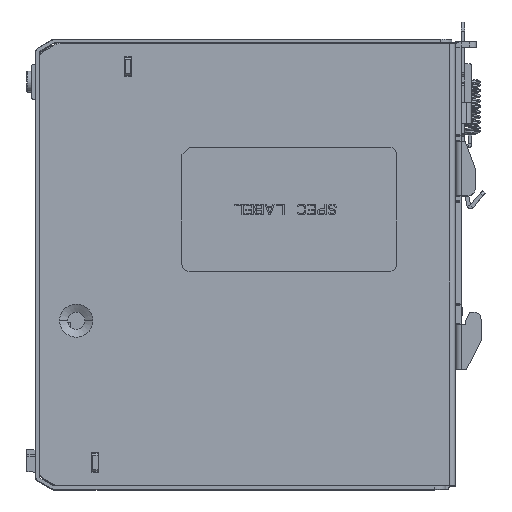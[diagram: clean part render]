
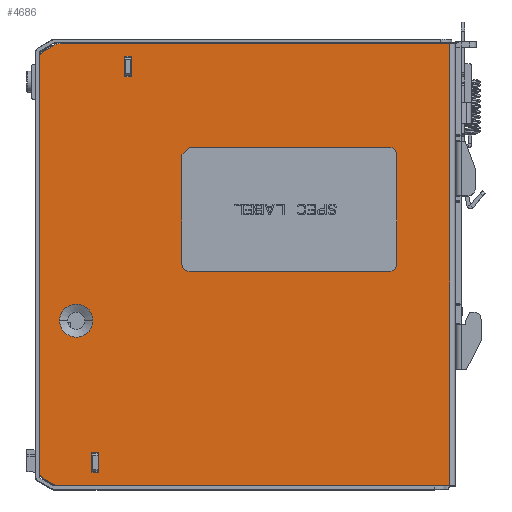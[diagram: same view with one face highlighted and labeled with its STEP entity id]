
A CAD part, top view. The second image highlights one B-rep face of the part: STEP entity #4686.
In plain terms, the highlighted planar face has unit normal (0, 0, 1).
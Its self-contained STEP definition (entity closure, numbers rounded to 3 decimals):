
#631=DIRECTION('',(0.,1.,0.));
#632=VECTOR('',#631,121.2);
#633=CARTESIAN_POINT('',(55.6,-60.6,60.));
#634=LINE('',#633,#632);
#766=CARTESIAN_POINT('',(-56.9,-57.4,60.));
#777=DIRECTION('',(0.,-1.,0.));
#778=VECTOR('',#777,114.294);
#779=CARTESIAN_POINT('',(-56.9,56.894,60.));
#780=LINE('',#779,#778);
#1646=DIRECTION('',(-1.,0.,0.));
#1647=VECTOR('',#1646,106.919);
#1648=CARTESIAN_POINT('',(55.6,60.6,60.));
#1649=LINE('',#1648,#1647);
#1665=CARTESIAN_POINT('',(-54.1,-56.323,60.));
#1666=DIRECTION('',(0.,0.,-1.));
#1667=DIRECTION('',(-0.508,-0.862,0.));
#1668=AXIS2_PLACEMENT_3D('',#1665,#1666,#1667);
#1670=CARTESIAN_POINT('',(-55.1,56.894,60.));
#1671=DIRECTION('',(0.,0.,-1.));
#1672=DIRECTION('',(-1.,0.,0.));
#1673=AXIS2_PLACEMENT_3D('',#1670,#1671,#1672);
#1675=DIRECTION('',(0.862,0.508,0.));
#1676=VECTOR('',#1675,3.21);
#1677=CARTESIAN_POINT('',(-56.014,58.445,60.));
#1678=LINE('',#1677,#1676);
#1679=CARTESIAN_POINT('',(-51.319,56.8,60.));
#1680=DIRECTION('',(0.,0.,-1.));
#1681=DIRECTION('',(-0.508,0.862,0.));
#1682=AXIS2_PLACEMENT_3D('',#1679,#1680,#1681);
#1684=CARTESIAN_POINT('',(-51.592,-57.8,60.));
#1685=DIRECTION('',(0.,0.,-1.));
#1686=DIRECTION('',(-0.359,-0.933,0.));
#1687=AXIS2_PLACEMENT_3D('',#1684,#1685,#1686);
#1689=DIRECTION('',(-0.862,0.508,0.));
#1690=VECTOR('',#1689,2.911);
#1691=CARTESIAN_POINT('',(-53.115,-60.385,60.));
#1692=LINE('',#1691,#1690);
#1693=CARTESIAN_POINT('',(-46.9,-15.4,60.));
#1694=DIRECTION('',(0.,0.,1.));
#1695=DIRECTION('',(-1.,0.,0.));
#1696=AXIS2_PLACEMENT_3D('',#1693,#1694,#1695);
#1698=CARTESIAN_POINT('',(-46.9,-15.4,60.));
#1699=DIRECTION('',(0.,0.,1.));
#1700=DIRECTION('',(0.,-1.,0.));
#1701=AXIS2_PLACEMENT_3D('',#1698,#1699,#1700);
#1703=CARTESIAN_POINT('',(-46.9,-15.4,60.));
#1704=DIRECTION('',(0.,0.,1.));
#1705=DIRECTION('',(1.,0.,0.));
#1706=AXIS2_PLACEMENT_3D('',#1703,#1704,#1705);
#1708=CARTESIAN_POINT('',(-46.9,-15.4,60.));
#1709=DIRECTION('',(0.,0.,1.));
#1710=DIRECTION('',(0.,1.,0.));
#1711=AXIS2_PLACEMENT_3D('',#1708,#1709,#1710);
#1739=DIRECTION('',(1.,0.,0.));
#1740=VECTOR('',#1739,108.269);
#1741=CARTESIAN_POINT('',(-52.669,-60.6,60.));
#1742=LINE('',#1741,#1740);
#1747=DIRECTION('',(0.,-1.,0.));
#1748=VECTOR('',#1747,5.6);
#1749=CARTESIAN_POINT('',(-31.8,57.1,60.));
#1750=LINE('',#1749,#1748);
#1755=DIRECTION('',(-1.,0.,0.));
#1756=VECTOR('',#1755,1.8);
#1757=CARTESIAN_POINT('',(-31.8,51.5,60.));
#1758=LINE('',#1757,#1756);
#1763=DIRECTION('',(0.,1.,0.));
#1764=VECTOR('',#1763,5.6);
#1765=CARTESIAN_POINT('',(-33.6,51.5,60.));
#1766=LINE('',#1765,#1764);
#1771=DIRECTION('',(1.,0.,0.));
#1772=VECTOR('',#1771,1.8);
#1773=CARTESIAN_POINT('',(-33.6,57.1,60.));
#1774=LINE('',#1773,#1772);
#1779=DIRECTION('',(0.,-1.,0.));
#1780=VECTOR('',#1779,5.6);
#1781=CARTESIAN_POINT('',(-40.8,-51.5,60.));
#1782=LINE('',#1781,#1780);
#1787=DIRECTION('',(-1.,0.,0.));
#1788=VECTOR('',#1787,1.8);
#1789=CARTESIAN_POINT('',(-40.8,-57.1,60.));
#1790=LINE('',#1789,#1788);
#1795=DIRECTION('',(0.,1.,0.));
#1796=VECTOR('',#1795,5.6);
#1797=CARTESIAN_POINT('',(-42.6,-57.1,60.));
#1798=LINE('',#1797,#1796);
#1803=DIRECTION('',(1.,0.,0.));
#1804=VECTOR('',#1803,1.8);
#1805=CARTESIAN_POINT('',(-42.6,-51.5,60.));
#1806=LINE('',#1805,#1804);
#2245=CARTESIAN_POINT('',(55.6,60.6,60.));
#2246=VERTEX_POINT('',#2245);
#2249=CARTESIAN_POINT('',(55.6,-60.6,60.));
#2250=VERTEX_POINT('',#2249);
#2263=CARTESIAN_POINT('',(-53.115,-60.385,60.));
#2264=VERTEX_POINT('',#2263);
#2265=CARTESIAN_POINT('',(-52.669,-60.6,60.));
#2266=VERTEX_POINT('',#2265);
#2301=VERTEX_POINT('',#766);
#2303=CARTESIAN_POINT('',(-55.623,-58.908,60.));
#2304=VERTEX_POINT('',#2303);
#2307=CARTESIAN_POINT('',(-56.9,56.894,60.));
#2308=VERTEX_POINT('',#2307);
#2487=CARTESIAN_POINT('',(-51.319,60.6,60.));
#2488=VERTEX_POINT('',#2487);
#2489=CARTESIAN_POINT('',(-53.248,60.074,60.));
#2490=VERTEX_POINT('',#2489);
#2491=CARTESIAN_POINT('',(-56.014,58.445,60.));
#2492=VERTEX_POINT('',#2491);
#2493=CARTESIAN_POINT('',(-31.8,57.1,60.));
#2494=CARTESIAN_POINT('',(-31.8,51.5,60.));
#2495=VERTEX_POINT('',#2493);
#2496=VERTEX_POINT('',#2494);
#2497=CARTESIAN_POINT('',(-33.6,57.1,60.));
#2498=VERTEX_POINT('',#2497);
#2499=CARTESIAN_POINT('',(-33.6,51.5,60.));
#2500=VERTEX_POINT('',#2499);
#2501=CARTESIAN_POINT('',(-40.8,-51.5,60.));
#2502=CARTESIAN_POINT('',(-40.8,-57.1,60.));
#2503=VERTEX_POINT('',#2501);
#2504=VERTEX_POINT('',#2502);
#2505=CARTESIAN_POINT('',(-42.6,-51.5,60.));
#2506=VERTEX_POINT('',#2505);
#2507=CARTESIAN_POINT('',(-42.6,-57.1,60.));
#2508=VERTEX_POINT('',#2507);
#2509=CARTESIAN_POINT('',(-51.45,-15.4,60.));
#2510=CARTESIAN_POINT('',(-46.9,-19.95,60.));
#2511=VERTEX_POINT('',#2509);
#2512=VERTEX_POINT('',#2510);
#2513=CARTESIAN_POINT('',(-42.35,-15.4,60.));
#2514=VERTEX_POINT('',#2513);
#2515=CARTESIAN_POINT('',(-46.9,-10.85,60.));
#2516=VERTEX_POINT('',#2515);
#4635=CARTESIAN_POINT('',(0.,0.,60.));
#4636=DIRECTION('',(0.,0.,1.));
#4637=DIRECTION('',(1.,0.,0.));
#4638=AXIS2_PLACEMENT_3D('',#4635,#4636,#4637);
#4639=PLANE('',#4638);
#4640=ORIENTED_EDGE('',*,*,#3374,.T.);
#4641=ORIENTED_EDGE('',*,*,#3394,.F.);
#4643=ORIENTED_EDGE('',*,*,#4642,.T.);
#4645=ORIENTED_EDGE('',*,*,#4644,.T.);
#4646=ORIENTED_EDGE('',*,*,#4627,.T.);
#4647=ORIENTED_EDGE('',*,*,#4616,.F.);
#4648=ORIENTED_EDGE('',*,*,#3243,.F.);
#4650=ORIENTED_EDGE('',*,*,#4649,.F.);
#4651=ORIENTED_EDGE('',*,*,#3307,.T.);
#4653=ORIENTED_EDGE('',*,*,#4652,.T.);
#4654=EDGE_LOOP('',(#4640,#4641,#4643,#4645,#4646,#4647,#4648,#4650,#4651,
#4653));
#4655=FACE_OUTER_BOUND('',#4654,.F.);
#4657=ORIENTED_EDGE('',*,*,#4656,.F.);
#4659=ORIENTED_EDGE('',*,*,#4658,.F.);
#4661=ORIENTED_EDGE('',*,*,#4660,.F.);
#4663=ORIENTED_EDGE('',*,*,#4662,.F.);
#4664=EDGE_LOOP('',(#4657,#4659,#4661,#4663));
#4665=FACE_BOUND('',#4664,.F.);
#4667=ORIENTED_EDGE('',*,*,#4666,.F.);
#4669=ORIENTED_EDGE('',*,*,#4668,.F.);
#4671=ORIENTED_EDGE('',*,*,#4670,.F.);
#4673=ORIENTED_EDGE('',*,*,#4672,.F.);
#4674=EDGE_LOOP('',(#4667,#4669,#4671,#4673));
#4675=FACE_BOUND('',#4674,.F.);
#4677=ORIENTED_EDGE('',*,*,#4676,.T.);
#4679=ORIENTED_EDGE('',*,*,#4678,.T.);
#4681=ORIENTED_EDGE('',*,*,#4680,.T.);
#4683=ORIENTED_EDGE('',*,*,#4682,.T.);
#4684=EDGE_LOOP('',(#4677,#4679,#4681,#4683));
#4685=FACE_BOUND('',#4684,.F.);
#1669=CIRCLE('',#1668,3.);
#1674=CIRCLE('',#1673,1.8);
#1683=CIRCLE('',#1682,3.8);
#1688=CIRCLE('',#1687,3.);
#1697=CIRCLE('',#1696,4.55);
#1702=CIRCLE('',#1701,4.55);
#1707=CIRCLE('',#1706,4.55);
#1712=CIRCLE('',#1711,4.55);
#3243=EDGE_CURVE('',#2250,#2246,#634,.T.);
#3307=EDGE_CURVE('',#2266,#2264,#1688,.T.);
#3374=EDGE_CURVE('',#2304,#2301,#1669,.T.);
#3394=EDGE_CURVE('',#2308,#2301,#780,.T.);
#4616=EDGE_CURVE('',#2246,#2488,#1649,.T.);
#4627=EDGE_CURVE('',#2490,#2488,#1683,.T.);
#4642=EDGE_CURVE('',#2308,#2492,#1674,.T.);
#4644=EDGE_CURVE('',#2492,#2490,#1678,.T.);
#4649=EDGE_CURVE('',#2266,#2250,#1742,.T.);
#4652=EDGE_CURVE('',#2264,#2304,#1692,.T.);
#4656=EDGE_CURVE('',#2495,#2496,#1750,.T.);
#4658=EDGE_CURVE('',#2498,#2495,#1774,.T.);
#4660=EDGE_CURVE('',#2500,#2498,#1766,.T.);
#4662=EDGE_CURVE('',#2496,#2500,#1758,.T.);
#4666=EDGE_CURVE('',#2503,#2504,#1782,.T.);
#4668=EDGE_CURVE('',#2506,#2503,#1806,.T.);
#4670=EDGE_CURVE('',#2508,#2506,#1798,.T.);
#4672=EDGE_CURVE('',#2504,#2508,#1790,.T.);
#4676=EDGE_CURVE('',#2511,#2512,#1697,.T.);
#4678=EDGE_CURVE('',#2512,#2514,#1702,.T.);
#4680=EDGE_CURVE('',#2514,#2516,#1707,.T.);
#4682=EDGE_CURVE('',#2516,#2511,#1712,.T.);
#4686=ADVANCED_FACE('',(#4655,#4665,#4675,#4685),#4639,.T.);
